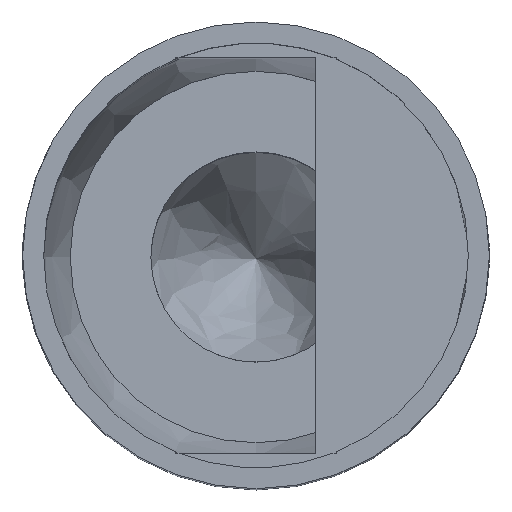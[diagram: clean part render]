
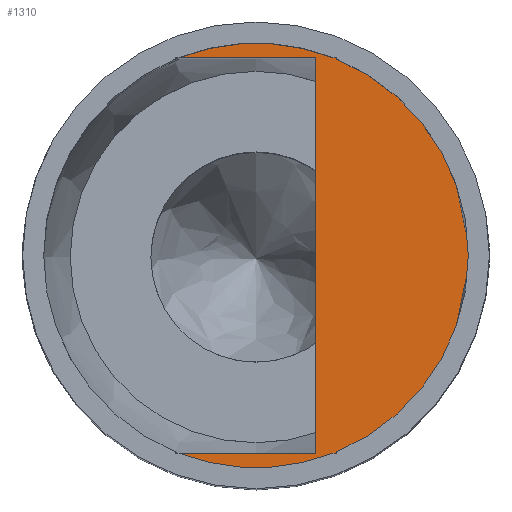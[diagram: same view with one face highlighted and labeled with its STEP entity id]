
A CAD part, top view. The second image highlights one B-rep face of the part: STEP entity #1310.
In plain terms, the highlighted planar face has unit normal (0, 0, 1).
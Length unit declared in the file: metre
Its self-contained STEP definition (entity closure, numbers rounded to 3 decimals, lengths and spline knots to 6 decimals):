
#59=CIRCLE('',#1407,0.030299);
#60=CIRCLE('',#1408,0.030299);
#61=CIRCLE('',#1409,0.030299);
#117=ORIENTED_EDGE('',*,*,#477,.T.);
#118=ORIENTED_EDGE('',*,*,#478,.T.);
#119=ORIENTED_EDGE('',*,*,#479,.F.);
#120=ORIENTED_EDGE('',*,*,#480,.F.);
#121=ORIENTED_EDGE('',*,*,#481,.T.);
#122=ORIENTED_EDGE('',*,*,#482,.F.);
#123=ORIENTED_EDGE('',*,*,#483,.F.);
#124=ORIENTED_EDGE('',*,*,#484,.T.);
#125=ORIENTED_EDGE('',*,*,#485,.F.);
#126=ORIENTED_EDGE('',*,*,#486,.T.);
#477=EDGE_CURVE('',#657,#655,#774,.T.);
#478=EDGE_CURVE('',#655,#658,#59,.T.);
#479=EDGE_CURVE('',#659,#658,#775,.T.);
#480=EDGE_CURVE('',#660,#659,#776,.T.);
#481=EDGE_CURVE('',#660,#661,#60,.T.);
#482=EDGE_CURVE('',#662,#661,#777,.T.);
#483=EDGE_CURVE('',#663,#662,#778,.T.);
#484=EDGE_CURVE('',#663,#651,#61,.T.);
#485=EDGE_CURVE('',#664,#651,#779,.T.);
#486=EDGE_CURVE('',#664,#657,#780,.T.);
#651=VERTEX_POINT('',#1910);
#655=VERTEX_POINT('',#1918);
#657=VERTEX_POINT('',#1924);
#658=VERTEX_POINT('',#1926);
#659=VERTEX_POINT('',#1928);
#660=VERTEX_POINT('',#1930);
#661=VERTEX_POINT('',#1932);
#662=VERTEX_POINT('',#1934);
#663=VERTEX_POINT('',#1936);
#664=VERTEX_POINT('',#1939);
#774=LINE('',#1923,#884);
#775=LINE('',#1927,#885);
#776=LINE('',#1929,#886);
#777=LINE('',#1933,#887);
#778=LINE('',#1935,#888);
#779=LINE('',#1938,#889);
#780=LINE('',#1940,#890);
#884=VECTOR('',#1549,1.);
#885=VECTOR('',#1552,1.);
#886=VECTOR('',#1553,1.);
#887=VECTOR('',#1556,1.);
#888=VECTOR('',#1557,1.);
#889=VECTOR('',#1560,1.);
#890=VECTOR('',#1561,1.);
#992=EDGE_LOOP('',(#117,#118,#119,#120,#121,#122,#123,#124,#125,#126));
#1123=FACE_BOUND('',#992,.T.);
#1256=PLANE('',#1406);
#1310=ADVANCED_FACE('',(#1123),#1256,.T.);
#1406=AXIS2_PLACEMENT_3D('',#1922,#1547,#1548);
#1407=AXIS2_PLACEMENT_3D('',#1925,#1550,#1551);
#1408=AXIS2_PLACEMENT_3D('',#1931,#1554,#1555);
#1409=AXIS2_PLACEMENT_3D('',#1937,#1558,#1559);
#1547=DIRECTION('',(0.,0.,1.));
#1548=DIRECTION('',(1.,0.,0.));
#1549=DIRECTION('',(-1.,0.,0.));
#1550=DIRECTION('',(0.,0.,1.));
#1551=DIRECTION('',(1.,0.,0.));
#1552=DIRECTION('',(-1.,0.,0.));
#1553=DIRECTION('',(0.,-1.,0.));
#1554=DIRECTION('',(0.,0.,1.));
#1555=DIRECTION('',(1.,0.,0.));
#1556=DIRECTION('',(0.,-1.,0.));
#1557=DIRECTION('',(1.,0.,0.));
#1558=DIRECTION('',(0.,0.,1.));
#1559=DIRECTION('',(1.,0.,0.));
#1560=DIRECTION('',(-1.,0.,0.));
#1561=DIRECTION('',(0.,-1.,0.));
#1910=CARTESIAN_POINT('',(-0.010952,0.02825,0.084));
#1918=CARTESIAN_POINT('',(-0.010952,-0.02825,0.084));
#1922=CARTESIAN_POINT('',(0.,0.,0.084));
#1923=CARTESIAN_POINT('',(-0.001226,-0.02825,0.084));
#1924=CARTESIAN_POINT('',(0.0085,-0.02825,0.084));
#1925=CARTESIAN_POINT('',(0.,0.,0.084));
#1926=CARTESIAN_POINT('',(0.010952,-0.02825,0.084));
#1927=CARTESIAN_POINT('',(0.011226,-0.02825,0.084));
#1928=CARTESIAN_POINT('',(0.0115,-0.02825,0.084));
#1929=CARTESIAN_POINT('',(0.0115,-0.028141,0.084));
#1930=CARTESIAN_POINT('',(0.0115,-0.028032,0.084));
#1931=CARTESIAN_POINT('',(0.,0.,0.084));
#1932=CARTESIAN_POINT('',(0.0115,0.028032,0.084));
#1933=CARTESIAN_POINT('',(0.0115,0.028141,0.084));
#1934=CARTESIAN_POINT('',(0.0115,0.02825,0.084));
#1935=CARTESIAN_POINT('',(0.011226,0.02825,0.084));
#1936=CARTESIAN_POINT('',(0.010952,0.02825,0.084));
#1937=CARTESIAN_POINT('',(0.,0.,0.084));
#1938=CARTESIAN_POINT('',(-0.001226,0.02825,0.084));
#1939=CARTESIAN_POINT('',(0.0085,0.02825,0.084));
#1940=CARTESIAN_POINT('',(0.0085,0.,0.084));
